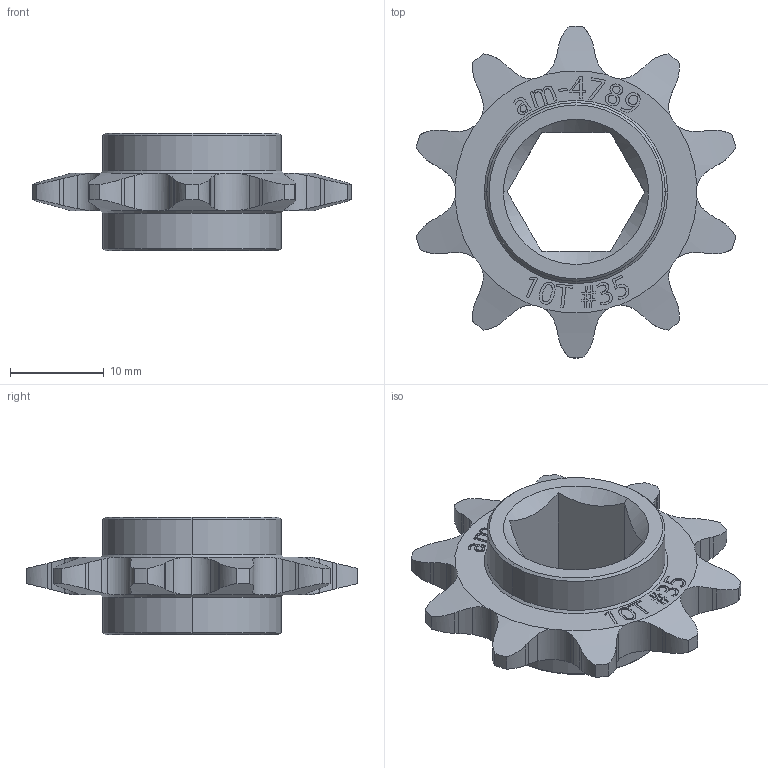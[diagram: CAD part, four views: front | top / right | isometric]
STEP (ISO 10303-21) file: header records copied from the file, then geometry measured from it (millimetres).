
FILE_DESCRIPTION (( 'STEP AP203' ), '1' );
FILE_NAME ('am-4789 10T 35 Chain 500in Hex Symmetrical.STEP', '2022-08-02T12:58:41', ( '' ), ( '' ), 'SwSTEP 2.0', 'SolidWorks 2022', '' );
FILE_SCHEMA (( 'CONFIG_CONTROL_DESIGN' ));
Length unit declared in the file: inch
Products named in the file (1): am-4789 10T 35 Chain 500in Hex Symmetrical
Bounding box: 34.08 x 35.4 x 12.57 mm (x, y, z)
Volume: 3276.9 mm3; surface area: 2555.6 mm2
Topology: 1 solids, 1 shells, 355 faces, 981 edges, 650 vertices
Faces by surface type: plane 168, bspline 86, cylinder 69, cone 32
Entity records: 15748 total; most frequent: CARTESIAN_POINT 7473, ORIENTED_EDGE 1962, DIRECTION 1251, EDGE_CURVE 981, VERTEX_POINT 650, LINE 547, VECTOR 547, EDGE_LOOP 379
